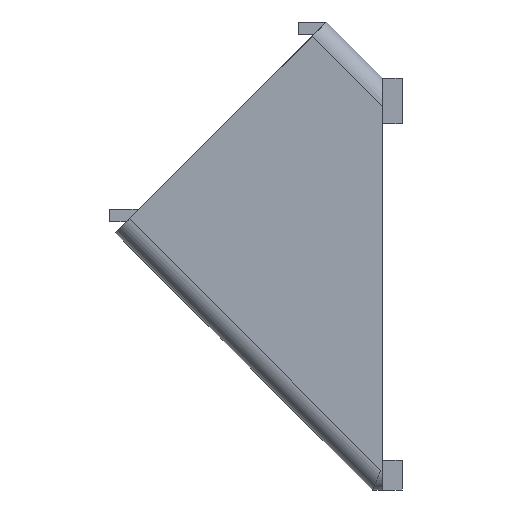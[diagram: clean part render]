
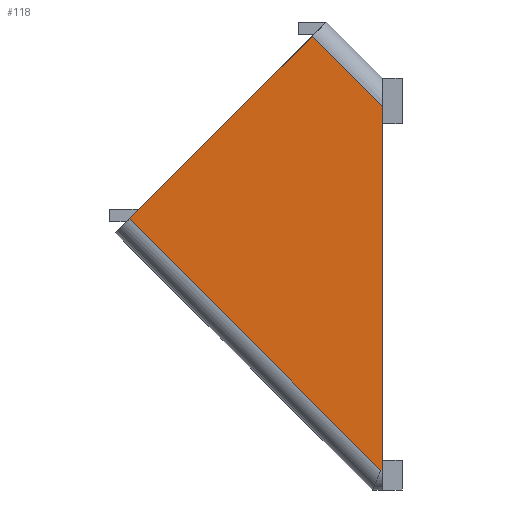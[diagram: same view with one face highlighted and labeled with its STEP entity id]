
A CAD part, left-side view. The second image highlights one B-rep face of the part: STEP entity #118.
In plain terms, the highlighted planar face has unit normal (-1, 0, 0).
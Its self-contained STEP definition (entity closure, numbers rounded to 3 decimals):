
#118 = ADVANCED_FACE( '', ( #251 ), #252, .F. );
#251 = FACE_OUTER_BOUND( '', #500, .T. );
#252 = PLANE( '', #501 );
#500 = EDGE_LOOP( '', ( #949, #950, #951, #952, #953 ) );
#501 = AXIS2_PLACEMENT_3D( '', #954, #955, #956 );
#949 = ORIENTED_EDGE( '', *, *, #1441, .F. );
#950 = ORIENTED_EDGE( '', *, *, #1442, .T. );
#951 = ORIENTED_EDGE( '', *, *, #1372, .F. );
#952 = ORIENTED_EDGE( '', *, *, #1443, .T. );
#953 = ORIENTED_EDGE( '', *, *, #1444, .T. );
#954 = CARTESIAN_POINT( '', ( -15., 0., 0. ) );
#955 = DIRECTION( '', ( 1., 0., 0. ) );
#956 = DIRECTION( '', ( 0., 0., -1. ) );
#1372 = EDGE_CURVE( '', #1676, #1678, #1679, .T. );
#1441 = EDGE_CURVE( '', #1796, #1797, #1798, .T. );
#1442 = EDGE_CURVE( '', #1796, #1678, #1799, .F. );
#1443 = EDGE_CURVE( '', #1676, #1800, #1801, .F. );
#1444 = EDGE_CURVE( '', #1800, #1797, #1802, .F. );
#1676 = VERTEX_POINT( '', #2222 );
#1678 = VERTEX_POINT( '', #2224 );
#1679 = LINE( '', #2225, #2226 );
#1796 = VERTEX_POINT( '', #2402 );
#1797 = VERTEX_POINT( '', #2403 );
#1798 = LINE( '', #2404, #2405 );
#1799 = LINE( '', #2406, #2407 );
#1800 = VERTEX_POINT( '', #2408 );
#1801 = LINE( '', #2409, #2410 );
#1802 = LINE( '', #2411, #2412 );
#2222 = CARTESIAN_POINT( '', ( -15., 25.456, -14.136 ) );
#2224 = CARTESIAN_POINT( '', ( -15., 7.074, 4.246 ) );
#2225 = CARTESIAN_POINT( '', ( -15., 26.87, -15.55 ) );
#2226 = VECTOR( '', #2595, 1000. );
#2402 = CARTESIAN_POINT( '', ( -15., 0., -2.828 ) );
#2403 = CARTESIAN_POINT( '', ( -15., 0., -39.42 ) );
#2404 = CARTESIAN_POINT( '', ( -15., 0., 0. ) );
#2405 = VECTOR( '', #2682, 1000. );
#2406 = CARTESIAN_POINT( '', ( -15., 1.414, -1.414 ) );
#2407 = VECTOR( '', #2683, 1000. );
#2408 = CARTESIAN_POINT( '', ( -15., 0.172, -39.42 ) );
#2409 = CARTESIAN_POINT( '', ( -15., 19.796, -19.796 ) );
#2410 = VECTOR( '', #2684, 1000. );
#2411 = CARTESIAN_POINT( '', ( -15., 0., -39.42 ) );
#2412 = VECTOR( '', #2685, 1000. );
#2595 = DIRECTION( '', ( 0., -0.707, 0.707 ) );
#2682 = DIRECTION( '', ( 0., 0., -1. ) );
#2683 = DIRECTION( '', ( 0., -0.707, -0.707 ) );
#2684 = DIRECTION( '', ( 0., 0.707, 0.707 ) );
#2685 = DIRECTION( '', ( 0., 1., 0. ) );
